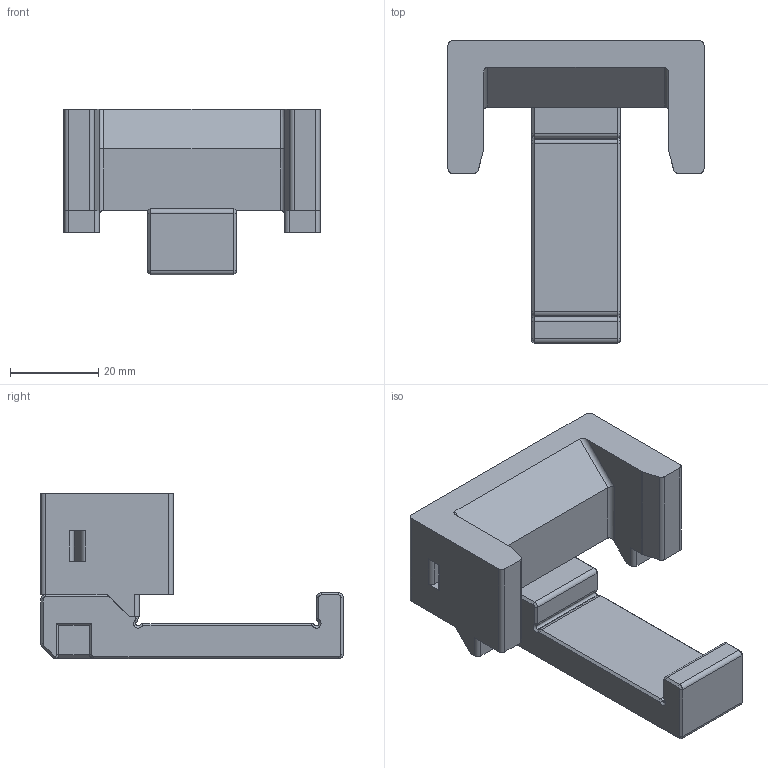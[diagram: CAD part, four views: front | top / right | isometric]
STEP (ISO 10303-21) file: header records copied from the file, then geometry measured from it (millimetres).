
FILE_DESCRIPTION (( 'STEP AP203' ), '1' );
FILE_NAME ('Mechanism gripper.STEP', '2022-06-12T13:37:29', ( '' ), ( '' ), 'SwSTEP 2.0', 'SolidWorks 2020', '' );
FILE_SCHEMA (( 'CONFIG_CONTROL_DESIGN' ));
Length unit declared in the file: millimetre
Products named in the file (1): Mechanism gripper
Bounding box: 58 x 68.45 x 37.6 mm (x, y, z)
Volume: 36418.3 mm3; surface area: 13559.6 mm2
Topology: 2 solids, 2 shells, 190 faces, 474 edges, 292 vertices
Faces by surface type: plane 90, cylinder 60, cone 40
Entity records: 5683 total; most frequent: CARTESIAN_POINT 993, DIRECTION 992, ORIENTED_EDGE 948, EDGE_CURVE 474, AXIS2_PLACEMENT_3D 339, VECTOR 314, LINE 314, VERTEX_POINT 292
